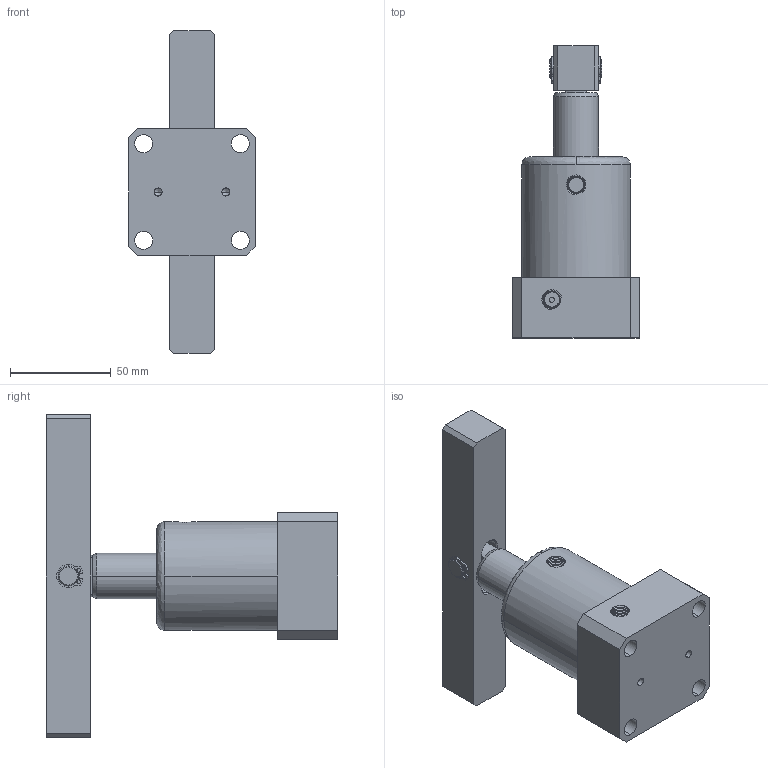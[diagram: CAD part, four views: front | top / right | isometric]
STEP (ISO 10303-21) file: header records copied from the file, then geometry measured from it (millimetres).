
FILE_DESCRIPTION (( 'STEP AP203' ), '1' );
FILE_NAME ('chs-40d_asm.STEP', '2019-04-19T00:57:14', ( '' ), ( '' ), 'SwSTEP 2.0', 'SolidWorks 2017', '' );
FILE_SCHEMA (( 'CONFIG_CONTROL_DESIGN' ));
Length unit declared in the file: millimetre
Products named in the file (6): XIAO; CHS-40D-01; CHS-40-03; chs-40d_asm; 12轴用挡圈; CHS-40D-02
Assembly tree (6 placements, depth 2):
  chs-40d_asm
    CHS-40-03
    CHS-40D-02
    CHS-40D-01
    12轴用挡圈  x2
    XIAO
Bounding box: 63 x 145 x 160 mm (x, y, z)
Volume: 299847.6 mm3; surface area: 67272.1 mm2
Topology: 7 solids, 7 shells, 238 faces, 701 edges, 484 vertices
Faces by surface type: cylinder 86, cone 78, plane 58, bspline 16
Entity records: 16475 total; most frequent: CARTESIAN_POINT 10537, ORIENTED_EDGE 1258, DIRECTION 875, EDGE_CURVE 629, VERTEX_POINT 440, AXIS2_PLACEMENT_3D 336, B_SPLINE_CURVE_WITH_KNOTS 291, EDGE_LOOP 247
